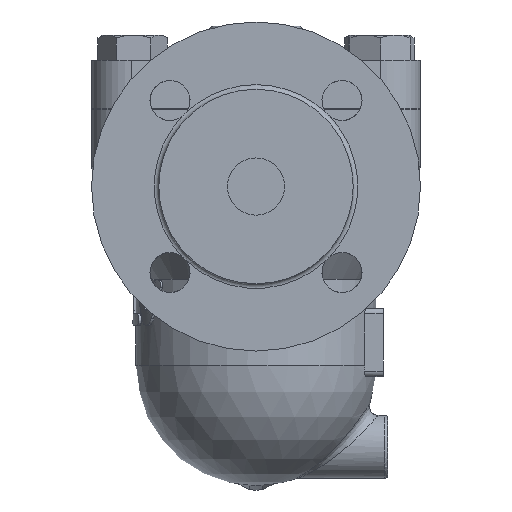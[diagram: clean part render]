
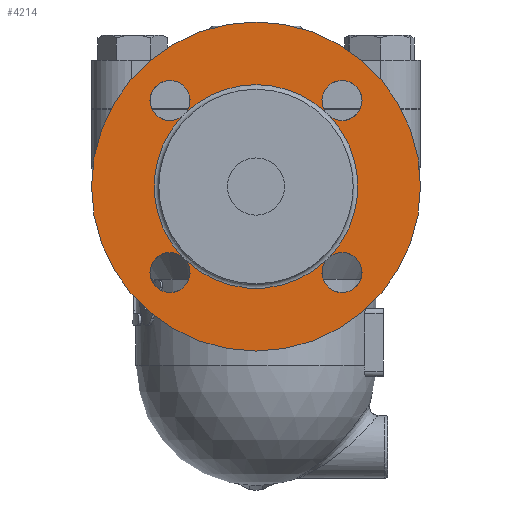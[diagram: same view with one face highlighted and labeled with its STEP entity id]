
A CAD part, left-side view. The second image highlights one B-rep face of the part: STEP entity #4214.
In plain terms, the highlighted planar face has unit normal (-1, 0, 0).
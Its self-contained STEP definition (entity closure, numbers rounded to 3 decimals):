
#660=PLANE('',#4559);
#804=FACE_BOUND('',#1322,.T.);
#995=FACE_OUTER_BOUND('',#1321,.T.);
#1321=EDGE_LOOP('',(#3032));
#1322=EDGE_LOOP('',(#3033,#3034,#3035,#3036,#3037,#3038,#3039,#3040));
#1634=CIRCLE('',#4500,35.6);
#1635=CIRCLE('',#4501,35.6);
#1636=CIRCLE('',#4502,35.6);
#1637=CIRCLE('',#4503,35.6);
#1648=CIRCLE('',#4519,57.5);
#1653=CIRCLE('',#4528,7.);
#1654=CIRCLE('',#4530,7.);
#1655=CIRCLE('',#4532,7.);
#1656=CIRCLE('',#4534,7.);
#1870=VERTEX_POINT('',#6309);
#1871=VERTEX_POINT('',#6310);
#1872=VERTEX_POINT('',#6319);
#1873=VERTEX_POINT('',#6321);
#1874=VERTEX_POINT('',#6330);
#1875=VERTEX_POINT('',#6332);
#1876=VERTEX_POINT('',#6341);
#1877=VERTEX_POINT('',#6343);
#1888=VERTEX_POINT('',#6378);
#2297=EDGE_CURVE('',#1870,#1872,#1634,.T.);
#2299=EDGE_CURVE('',#1873,#1874,#1635,.T.);
#2301=EDGE_CURVE('',#1875,#1876,#1636,.T.);
#2303=EDGE_CURVE('',#1877,#1871,#1637,.T.);
#2314=EDGE_CURVE('',#1888,#1888,#1648,.T.);
#2319=EDGE_CURVE('',#1877,#1876,#1653,.T.);
#2320=EDGE_CURVE('',#1875,#1874,#1654,.T.);
#2321=EDGE_CURVE('',#1873,#1872,#1655,.T.);
#2322=EDGE_CURVE('',#1870,#1871,#1656,.T.);
#3032=ORIENTED_EDGE('',*,*,#2314,.T.);
#3033=ORIENTED_EDGE('',*,*,#2303,.F.);
#3034=ORIENTED_EDGE('',*,*,#2319,.T.);
#3035=ORIENTED_EDGE('',*,*,#2301,.F.);
#3036=ORIENTED_EDGE('',*,*,#2320,.T.);
#3037=ORIENTED_EDGE('',*,*,#2299,.F.);
#3038=ORIENTED_EDGE('',*,*,#2321,.T.);
#3039=ORIENTED_EDGE('',*,*,#2297,.F.);
#3040=ORIENTED_EDGE('',*,*,#2322,.T.);
#4214=ADVANCED_FACE('',(#995,#804),#660,.T.);
#4500=AXIS2_PLACEMENT_3D('',#6320,#5051,#5052);
#4501=AXIS2_PLACEMENT_3D('',#6331,#5053,#5054);
#4502=AXIS2_PLACEMENT_3D('',#6342,#5055,#5056);
#4503=AXIS2_PLACEMENT_3D('',#6352,#5057,#5058);
#4519=AXIS2_PLACEMENT_3D('',#6379,#5089,#5090);
#4528=AXIS2_PLACEMENT_3D('',#6392,#5107,#5108);
#4530=AXIS2_PLACEMENT_3D('',#6394,#5111,#5112);
#4532=AXIS2_PLACEMENT_3D('',#6396,#5115,#5116);
#4534=AXIS2_PLACEMENT_3D('',#6398,#5119,#5120);
#4559=AXIS2_PLACEMENT_3D('',#6475,#5184,#5185);
#5051=DIRECTION('center_axis',(-1.,0.,0.));
#5052=DIRECTION('ref_axis',(0.,0.,
-1.));
#5053=DIRECTION('center_axis',(-1.,0.,0.));
#5054=DIRECTION('ref_axis',(0.,0.,
-1.));
#5055=DIRECTION('center_axis',(-1.,0.,0.));
#5056=DIRECTION('ref_axis',(0.,0.,
-1.));
#5057=DIRECTION('center_axis',(-1.,0.,0.));
#5058=DIRECTION('ref_axis',(0.,0.,
-1.));
#5089=DIRECTION('center_axis',(-1.,0.,0.));
#5090=DIRECTION('ref_axis',(0.,0.,1.));
#5107=DIRECTION('center_axis',(1.,0.,0.));
#5108=DIRECTION('ref_axis',(0.,-1.,0.));
#5111=DIRECTION('center_axis',(1.,0.,0.));
#5112=DIRECTION('ref_axis',(0.,0.,
-1.));
#5115=DIRECTION('center_axis',(1.,0.,0.));
#5116=DIRECTION('ref_axis',(0.,1.,0.));
#5119=DIRECTION('center_axis',(1.,0.,0.));
#5120=DIRECTION('ref_axis',(0.,0.,1.));
#5184=DIRECTION('center_axis',(-1.,0.,0.));
#5185=DIRECTION('ref_axis',(0.,0.,1.));
#6309=CARTESIAN_POINT('',(-142.9,-24.399,-1.076));
#6310=CARTESIAN_POINT('',(-142.9,-25.924,-2.601));
#6319=CARTESIAN_POINT('',(-142.9,24.399,-1.076));
#6320=CARTESIAN_POINT('Origin',(-142.9,0.,-27.));
#6321=CARTESIAN_POINT('',(-142.9,25.924,-2.601));
#6330=CARTESIAN_POINT('',(-142.9,25.924,-51.399));
#6331=CARTESIAN_POINT('Origin',(-142.9,0.,-27.));
#6332=CARTESIAN_POINT('',(-142.9,24.399,-52.924));
#6341=CARTESIAN_POINT('',(-142.9,-24.399,-52.924));
#6342=CARTESIAN_POINT('Origin',(-142.9,0.,-27.));
#6343=CARTESIAN_POINT('',(-142.9,-25.924,-51.399));
#6352=CARTESIAN_POINT('Origin',(-142.9,0.,-27.));
#6378=CARTESIAN_POINT('',(-142.9,0.,30.5));
#6379=CARTESIAN_POINT('Origin',(-142.9,0.,-27.));
#6392=CARTESIAN_POINT('Origin',(-142.9,-30.052,-57.052));
#6394=CARTESIAN_POINT('Origin',(-142.9,30.052,-57.052));
#6396=CARTESIAN_POINT('Origin',(-142.9,30.052,3.052));
#6398=CARTESIAN_POINT('Origin',(-142.9,-30.052,3.052));
#6475=CARTESIAN_POINT('Origin',(-142.9,0.,18.75));
